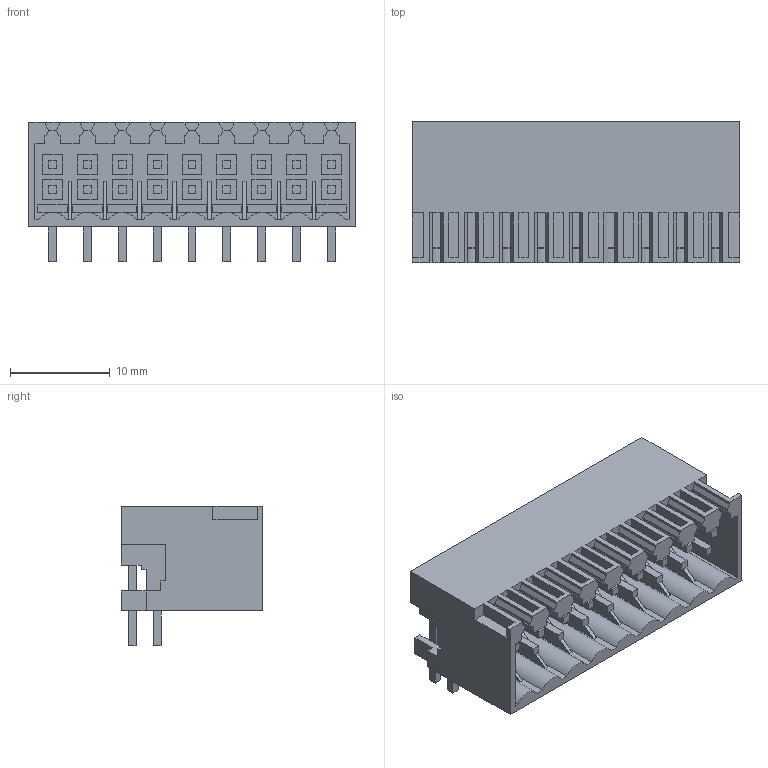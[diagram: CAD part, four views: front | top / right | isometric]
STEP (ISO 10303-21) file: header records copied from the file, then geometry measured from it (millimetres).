
FILE_DESCRIPTION(('CATIA V5 STEP Exchange','CAx-IF Rec.Pracs.--- Model Styling and Organization---1.4--- 2014-01-23'),'2;1');
FILE_NAME ('D1455049_0_1727890000_1727890000.stp','2019-02-21T14:42:04+00:00',('none'),('Weidmueller'),'CATIA Version 5-6 Release 2016 SP3 HF44','CATIA V5 STEP AP214','none');
FILE_SCHEMA(('AUTOMOTIVE_DESIGN { 1 0 10303 214 1 1 1 1 }'));
Length unit declared in the file: millimetre
Products named in the file (1): 1727890000
Bounding box: 32.9 x 14.2 x 14 mm (x, y, z)
Volume: 2267.2 mm3; surface area: 4940.8 mm2
Topology: 1 solids, 1 shells, 848 faces, 2515 edges, 1722 vertices
Faces by surface type: plane 830, cylinder 18
Entity records: 26888 total; most frequent: ORIENTED_EDGE 5030, CARTESIAN_POINT 4735, DIRECTION 3509, EDGE_CURVE 2515, VECTOR 2461, LINE 2461, VERTEX_POINT 1722, EDGE_LOOP 901
